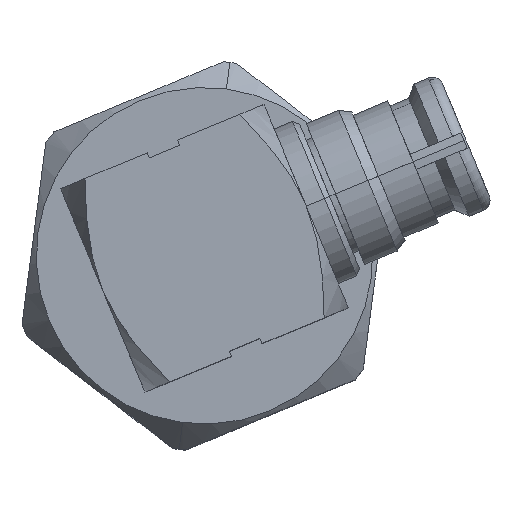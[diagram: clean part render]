
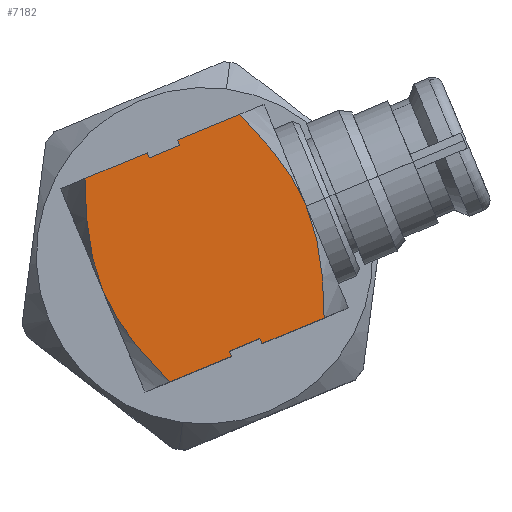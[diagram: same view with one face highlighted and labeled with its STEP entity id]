
A CAD part, top view. The second image highlights one B-rep face of the part: STEP entity #7182.
In plain terms, the highlighted face is planar.
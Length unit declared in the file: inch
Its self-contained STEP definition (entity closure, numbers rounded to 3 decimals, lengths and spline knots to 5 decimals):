
#26 = VECTOR ( 'NONE', #1379, 39.37008 ) ;
#60 = VERTEX_POINT ( 'NONE', #6547 ) ;
#142 = CARTESIAN_POINT ( 'NONE',  ( 0.242, -0.1, -0.1 ) ) ;
#209 = AXIS2_PLACEMENT_3D ( 'NONE', #3780, #2711, #5032 ) ;
#227 = CARTESIAN_POINT ( 'NONE',  ( 0.17439, 0.08401, -0.1 ) ) ;
#239 = LINE ( 'NONE', #4702, #7899 ) ;
#392 = CARTESIAN_POINT ( 'NONE',  ( 0.35633, -0.01732, -0.1 ) ) ;
#500 = ORIENTED_EDGE ( 'NONE', *, *, #4501, .F. ) ;
#545 = ORIENTED_EDGE ( 'NONE', *, *, #1981, .T. ) ;
#732 = VERTEX_POINT ( 'NONE', #1627 ) ;
#781 = CARTESIAN_POINT ( 'NONE',  ( 0.242, -0.1, -0.1 ) ) ;
#786 = ORIENTED_EDGE ( 'NONE', *, *, #7690, .T. ) ;
#794 = VECTOR ( 'NONE', #4998, 39.37008 ) ;
#837 = ORIENTED_EDGE ( 'NONE', *, *, #4669, .F. ) ;
#928 = VECTOR ( 'NONE', #2732, 39.37008 ) ;
#985 = DIRECTION ( 'NONE',  ( -1., 0., 0. ) ) ;
#1044 = VERTEX_POINT ( 'NONE', #7703 ) ;
#1194 = CARTESIAN_POINT ( 'NONE',  ( 0.18091, -0.1, -0.1 ) ) ;
#1302 = CARTESIAN_POINT ( 'NONE',  ( 0.242, 0.1, -0.1 ) ) ;
#1318 = EDGE_CURVE ( 'NONE', #6714, #1722, #3952, .T. ) ;
#1340 = EDGE_CURVE ( 'NONE', #5508, #6923, #7110, .T. ) ;
#1371 = LINE ( 'NONE', #4874, #4695 ) ;
#1379 = DIRECTION ( 'NONE',  ( 0., -1., 0. ) ) ;
#1447 = CARTESIAN_POINT ( 'NONE',  ( 0.272, -0.095, -0.1 ) ) ;
#1502 = CARTESIAN_POINT ( 'NONE',  ( 0.18091, -0.1, -0.1 ) ) ;
#1528 = CARTESIAN_POINT ( 'NONE',  ( 0.357, -0.1, -0.1 ) ) ;
#1627 = CARTESIAN_POINT ( 'NONE',  ( 0.272, 0.1, -0.1 ) ) ;
#1682 = CARTESIAN_POINT ( 'NONE',  ( 0.357, 0., -0.1 ) ) ;
#1722 = VERTEX_POINT ( 'NONE', #4507 ) ;
#1870 = CARTESIAN_POINT ( 'NONE',  ( 0.357, -0.1, -0.1 ) ) ;
#1871 = ORIENTED_EDGE ( 'NONE', *, *, #6883, .F. ) ;
#1876 = B_SPLINE_CURVE_WITH_KNOTS ( 'NONE', 3,
 ( #7356, #7925, #4205, #6018, #4118, #392, #6682, #4757 ),
 .UNSPECIFIED., .F., .F.,
 ( 4, 2, 2, 4 ),
 ( 0.00288, 0.00419, 0.00485, 0.00551 ),
 .UNSPECIFIED. ) ;
#1909 = ORIENTED_EDGE ( 'NONE', *, *, #2821, .F. ) ;
#1973 = B_SPLINE_CURVE_WITH_KNOTS ( 'NONE', 3,
 ( #1682, #5427, #6696, #8025, #6064, #4858 ),
 .UNSPECIFIED., .F., .F.,
 ( 4, 2, 4 ),
 ( 0.00551, 0.00683, 0.00816 ),
 .UNSPECIFIED. ) ;
#1981 = EDGE_CURVE ( 'NONE', #7765, #3180, #2868, .T. ) ;
#2173 = CARTESIAN_POINT ( 'NONE',  ( 0.16013, -0.03438, -0.1 ) ) ;
#2197 = DIRECTION ( 'NONE',  ( 1., 0., 0. ) ) ;
#2211 = ORIENTED_EDGE ( 'NONE', *, *, #6819, .F. ) ;
#2429 = VERTEX_POINT ( 'NONE', #1447 ) ;
#2438 = EDGE_CURVE ( 'NONE', #60, #5681, #3644, .T. ) ;
#2682 = CARTESIAN_POINT ( 'NONE',  ( 0.16842, 0.06758, -0.1 ) ) ;
#2711 = DIRECTION ( 'NONE',  ( 0., 0., 1. ) ) ;
#2729 = LINE ( 'NONE', #4418, #794 ) ;
#2732 = DIRECTION ( 'NONE',  ( 0., -1., 0. ) ) ;
#2821 = EDGE_CURVE ( 'NONE', #2429, #1722, #6911, .T. ) ;
#2868 = LINE ( 'NONE', #1870, #7810 ) ;
#3180 = VERTEX_POINT ( 'NONE', #1194 ) ;
#3302 = CARTESIAN_POINT ( 'NONE',  ( 0.15969, 0.03426, -0.1 ) ) ;
#3354 = CARTESIAN_POINT ( 'NONE',  ( 0.18091, 0.1, -0.1 ) ) ;
#3364 = CARTESIAN_POINT ( 'NONE',  ( 0.16847, -0.06772, -0.1 ) ) ;
#3393 = CARTESIAN_POINT ( 'NONE',  ( 0.157, -0.00859, -0.1 ) ) ;
#3567 = DIRECTION ( 'NONE',  ( -1., 0., 0. ) ) ;
#3644 = B_SPLINE_CURVE_WITH_KNOTS ( 'NONE', 3,
 ( #3354, #227, #2682, #3302, #3938, #4586 ),
 .UNSPECIFIED., .F., .F.,
 ( 4, 2, 4 ),
 ( 0.00659, 0.00791, 0.00922 ),
 .UNSPECIFIED. ) ;
#3717 = VERTEX_POINT ( 'NONE', #4030 ) ;
#3759 = EDGE_CURVE ( 'NONE', #5331, #2429, #7287, .T. ) ;
#3770 = ORIENTED_EDGE ( 'NONE', *, *, #4767, .T. ) ;
#3780 = CARTESIAN_POINT ( 'NONE',  ( 0.357, -0.1, -0.1 ) ) ;
#3828 = VECTOR ( 'NONE', #4166, 39.37008 ) ;
#3938 = CARTESIAN_POINT ( 'NONE',  ( 0.157, 0.01734, -0.1 ) ) ;
#3952 = LINE ( 'NONE', #1528, #6125 ) ;
#4011 = CARTESIAN_POINT ( 'NONE',  ( 0.15767, -0.01732, -0.1 ) ) ;
#4030 = CARTESIAN_POINT ( 'NONE',  ( 0.33309, 0.1, -0.1 ) ) ;
#4116 = DIRECTION ( 'NONE',  ( 0., 1., 0. ) ) ;
#4118 = CARTESIAN_POINT ( 'NONE',  ( 0.35387, -0.03438, -0.1 ) ) ;
#4147 = ORIENTED_EDGE ( 'NONE', *, *, #3759, .F. ) ;
#4166 = DIRECTION ( 'NONE',  ( 1., 0., 0. ) ) ;
#4195 = CARTESIAN_POINT ( 'NONE',  ( 0.357, -0.095, -0.1 ) ) ;
#4205 = CARTESIAN_POINT ( 'NONE',  ( 0.34553, -0.06772, -0.1 ) ) ;
#4322 = LINE ( 'NONE', #5468, #4612 ) ;
#4418 = CARTESIAN_POINT ( 'NONE',  ( 0.357, 0.1, -0.1 ) ) ;
#4501 = EDGE_CURVE ( 'NONE', #5681, #3180, #4925, .T. ) ;
#4507 = CARTESIAN_POINT ( 'NONE',  ( 0.272, -0.1, -0.1 ) ) ;
#4586 = CARTESIAN_POINT ( 'NONE',  ( 0.157, 0., -0.1 ) ) ;
#4612 = VECTOR ( 'NONE', #6790, 39.37008 ) ;
#4648 = ORIENTED_EDGE ( 'NONE', *, *, #5465, .F. ) ;
#4669 = EDGE_CURVE ( 'NONE', #7765, #5331, #239, .T. ) ;
#4695 = VECTOR ( 'NONE', #3567, 39.37008 ) ;
#4702 = CARTESIAN_POINT ( 'NONE',  ( 0.242, -0.1, -0.1 ) ) ;
#4757 = CARTESIAN_POINT ( 'NONE',  ( 0.357, 0., -0.1 ) ) ;
#4767 = EDGE_CURVE ( 'NONE', #6923, #732, #4322, .T. ) ;
#4858 = CARTESIAN_POINT ( 'NONE',  ( 0.33309, 0.1, -0.1 ) ) ;
#4874 = CARTESIAN_POINT ( 'NONE',  ( 0.357, 0.1, -0.1 ) ) ;
#4925 = B_SPLINE_CURVE_WITH_KNOTS ( 'NONE', 3,
 ( #7803, #3393, #4011, #2173, #7152, #3364, #5209, #1502 ),
 .UNSPECIFIED., .F., .F.,
 ( 4, 2, 2, 4 ),
 ( 0.00922, 0.00987, 0.01052, 0.01182 ),
 .UNSPECIFIED. ) ;
#4998 = DIRECTION ( 'NONE',  ( -1., 0., 0. ) ) ;
#5032 = DIRECTION ( 'NONE',  ( 1., 0., 0. ) ) ;
#5209 = CARTESIAN_POINT ( 'NONE',  ( 0.1744, -0.08403, -0.1 ) ) ;
#5210 = EDGE_CURVE ( 'NONE', #1044, #3717, #1973, .T. ) ;
#5331 = VERTEX_POINT ( 'NONE', #7398 ) ;
#5396 = VERTEX_POINT ( 'NONE', #1302 ) ;
#5427 = CARTESIAN_POINT ( 'NONE',  ( 0.357, 0.01734, -0.1 ) ) ;
#5465 = EDGE_CURVE ( 'NONE', #5396, #60, #2729, .T. ) ;
#5468 = CARTESIAN_POINT ( 'NONE',  ( 0.272, -0.1, -0.1 ) ) ;
#5508 = VERTEX_POINT ( 'NONE', #6234 ) ;
#5525 = VECTOR ( 'NONE', #2197, 39.37008 ) ;
#5681 = VERTEX_POINT ( 'NONE', #7633 ) ;
#5863 = LINE ( 'NONE', #142, #26 ) ;
#5901 = CARTESIAN_POINT ( 'NONE',  ( 0.357, 0.095, -0.1 ) ) ;
#5965 = CARTESIAN_POINT ( 'NONE',  ( 0.33309, -0.1, -0.1 ) ) ;
#6018 = CARTESIAN_POINT ( 'NONE',  ( 0.35208, -0.04278, -0.1 ) ) ;
#6064 = CARTESIAN_POINT ( 'NONE',  ( 0.33961, 0.08401, -0.1 ) ) ;
#6125 = VECTOR ( 'NONE', #985, 39.37008 ) ;
#6234 = CARTESIAN_POINT ( 'NONE',  ( 0.242, 0.095, -0.1 ) ) ;
#6344 = PLANE ( 'NONE',  #209 ) ;
#6408 = ORIENTED_EDGE ( 'NONE', *, *, #1340, .T. ) ;
#6449 = EDGE_LOOP ( 'NONE', ( #1909, #4147, #837, #545, #500, #6619, #4648, #786, #6408, #3770, #2211, #7199, #1871, #7387 ) ) ;
#6547 = CARTESIAN_POINT ( 'NONE',  ( 0.18091, 0.1, -0.1 ) ) ;
#6619 = ORIENTED_EDGE ( 'NONE', *, *, #2438, .F. ) ;
#6682 = CARTESIAN_POINT ( 'NONE',  ( 0.357, -0.00859, -0.1 ) ) ;
#6696 = CARTESIAN_POINT ( 'NONE',  ( 0.35431, 0.03426, -0.1 ) ) ;
#6714 = VERTEX_POINT ( 'NONE', #5965 ) ;
#6760 = CARTESIAN_POINT ( 'NONE',  ( 0.272, 0.095, -0.1 ) ) ;
#6790 = DIRECTION ( 'NONE',  ( 0., 1., 0. ) ) ;
#6819 = EDGE_CURVE ( 'NONE', #3717, #732, #1371, .T. ) ;
#6883 = EDGE_CURVE ( 'NONE', #6714, #1044, #1876, .T. ) ;
#6911 = LINE ( 'NONE', #7794, #928 ) ;
#6923 = VERTEX_POINT ( 'NONE', #6760 ) ;
#7110 = LINE ( 'NONE', #5901, #5525 ) ;
#7152 = CARTESIAN_POINT ( 'NONE',  ( 0.16192, -0.04278, -0.1 ) ) ;
#7182 = ADVANCED_FACE ( 'NONE', ( #7576 ), #6344, .F. ) ;
#7199 = ORIENTED_EDGE ( 'NONE', *, *, #5210, .F. ) ;
#7287 = LINE ( 'NONE', #4195, #3828 ) ;
#7356 = CARTESIAN_POINT ( 'NONE',  ( 0.33309, -0.1, -0.1 ) ) ;
#7387 = ORIENTED_EDGE ( 'NONE', *, *, #1318, .T. ) ;
#7398 = CARTESIAN_POINT ( 'NONE',  ( 0.242, -0.095, -0.1 ) ) ;
#7555 = DIRECTION ( 'NONE',  ( -1., 0., 0. ) ) ;
#7576 = FACE_OUTER_BOUND ( 'NONE', #6449, .T. ) ;
#7633 = CARTESIAN_POINT ( 'NONE',  ( 0.157, 0., -0.1 ) ) ;
#7690 = EDGE_CURVE ( 'NONE', #5396, #5508, #5863, .T. ) ;
#7703 = CARTESIAN_POINT ( 'NONE',  ( 0.357, 0., -0.1 ) ) ;
#7765 = VERTEX_POINT ( 'NONE', #781 ) ;
#7794 = CARTESIAN_POINT ( 'NONE',  ( 0.272, -0.1, -0.1 ) ) ;
#7803 = CARTESIAN_POINT ( 'NONE',  ( 0.157, 0., -0.1 ) ) ;
#7810 = VECTOR ( 'NONE', #7555, 39.37008 ) ;
#7899 = VECTOR ( 'NONE', #4116, 39.37008 ) ;
#7925 = CARTESIAN_POINT ( 'NONE',  ( 0.3396, -0.08403, -0.1 ) ) ;
#8025 = CARTESIAN_POINT ( 'NONE',  ( 0.34558, 0.06758, -0.1 ) ) ;
